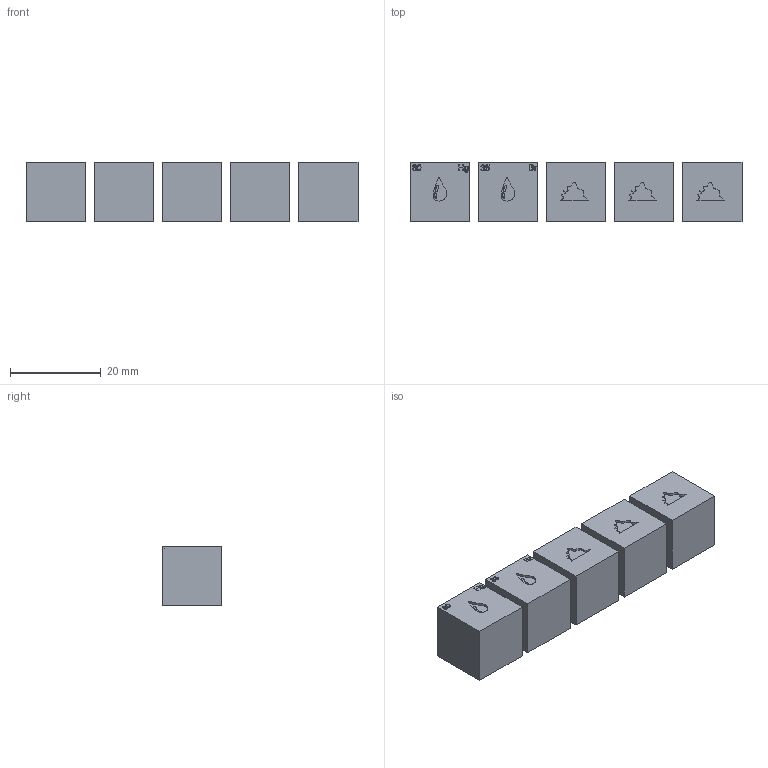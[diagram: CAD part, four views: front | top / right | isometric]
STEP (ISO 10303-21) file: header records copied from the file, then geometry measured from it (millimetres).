
FILE_DESCRIPTION(('HOOPS Exchange Step'),'2;1');
FILE_NAME('temp_export','2024-07-31T14:37:19+08:00',('sharma21'),('Shapr3D Limited'),'HOOPS Exchange 2024.2','Shapr3D','Authorized');
FILE_SCHEMA( ('AUTOMOTIVE_DESIGN { 1 0 10303 214 1 1 1 1 }') );
Length unit declared in the file: millimetre
Products named in the file (1): root
Bounding box: 73.2 x 13.2 x 13.2 mm (x, y, z)
Volume: 11468.7 mm3; surface area: 5294.8 mm2
Topology: 5 solids, 5 shells, 139 faces, 324 edges, 216 vertices
Faces by surface type: plane 95, bspline 44
Entity records: 7374 total; most frequent: CARTESIAN_POINT 4476, ORIENTED_EDGE 648, DIRECTION 422, EDGE_CURVE 324, VECTOR 230, LINE 230, VERTEX_POINT 216, EDGE_LOOP 160
